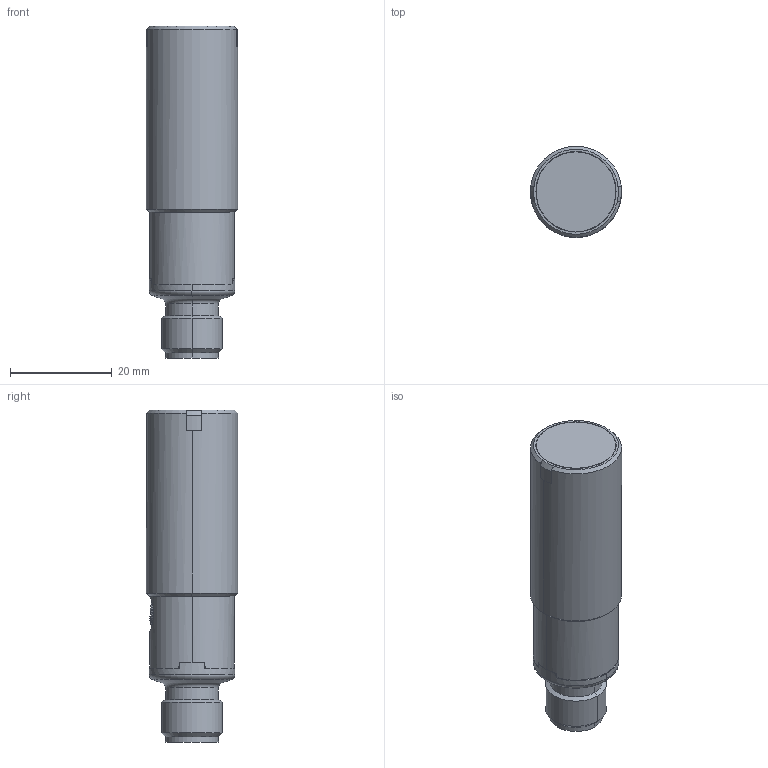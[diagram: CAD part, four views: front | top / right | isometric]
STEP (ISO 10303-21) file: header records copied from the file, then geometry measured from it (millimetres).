
FILE_DESCRIPTION((''),'2;1');
FILE_NAME('021','2021-02-01T14:49:12',('axu'),(''),'CREO PARAMETRIC BY PTC INC, 2019292','CREO PARAMETRIC BY PTC INC, 2019292','');
FILE_SCHEMA(('CONFIG_CONTROL_DESIGN','SHAPE_APPEARANCE_LAYERS_GROUPS'));
Length unit declared in the file: millimetre
Products named in the file (1): 021
Bounding box: 17.88 x 17.88 x 65.1 mm (x, y, z)
Volume: 13370.4 mm3; surface area: 7780 mm2
Topology: 1 solids, 1 shells, 206 faces, 559 edges, 364 vertices
Faces by surface type: plane 72, cylinder 72, cone 27, torus 19, bspline 12, sphere 4
Entity records: 9712 total; most frequent: CARTESIAN_POINT 2057, ORIENTED_EDGE 1098, DIRECTION 1083, EDGE_CURVE 549, AXIS2_PLACEMENT_3D 438, FILL_AREA_STYLE_COLOUR 392, FILL_AREA_STYLE 392, SURFACE_STYLE_FILL_AREA 392
